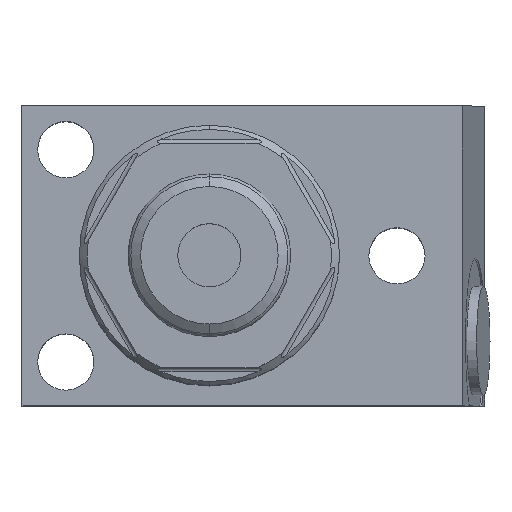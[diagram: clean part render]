
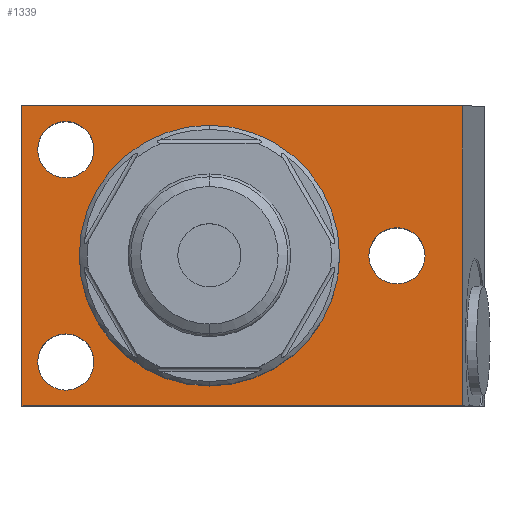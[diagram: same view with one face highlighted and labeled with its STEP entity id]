
A CAD part, top view. The second image highlights one B-rep face of the part: STEP entity #1339.
In plain terms, the highlighted planar face has unit normal (0, 0, 1).
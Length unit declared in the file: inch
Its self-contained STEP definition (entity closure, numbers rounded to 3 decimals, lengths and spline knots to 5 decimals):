
#188=DIRECTION('',(0.,1.,0.));
#189=VECTOR('',#188,1.5);
#190=CARTESIAN_POINT('',(-0.937,-0.75,0.565));
#191=LINE('',#190,#189);
#192=CARTESIAN_POINT('',(0.,0.,0.565));
#193=DIRECTION('',(0.,0.,1.));
#194=DIRECTION('',(1.,0.,0.));
#195=AXIS2_PLACEMENT_3D('',#192,#193,#194);
#197=CARTESIAN_POINT('',(0.,0.,0.565));
#198=DIRECTION('',(0.,0.,1.));
#199=DIRECTION('',(-1.,0.,0.));
#200=AXIS2_PLACEMENT_3D('',#197,#198,#199);
#202=CARTESIAN_POINT('',(-0.718,-0.531,0.565));
#203=DIRECTION('',(0.,0.,-1.));
#204=DIRECTION('',(-1.,0.,0.));
#205=AXIS2_PLACEMENT_3D('',#202,#203,#204);
#207=CARTESIAN_POINT('',(-0.718,-0.531,0.565));
#208=DIRECTION('',(0.,0.,-1.));
#209=DIRECTION('',(1.,0.,0.));
#210=AXIS2_PLACEMENT_3D('',#207,#208,#209);
#212=CARTESIAN_POINT('',(-0.718,0.531,0.565));
#213=DIRECTION('',(0.,0.,-1.));
#214=DIRECTION('',(-1.,0.,0.));
#215=AXIS2_PLACEMENT_3D('',#212,#213,#214);
#217=CARTESIAN_POINT('',(-0.718,0.531,0.565));
#218=DIRECTION('',(0.,0.,-1.));
#219=DIRECTION('',(1.,0.,0.));
#220=AXIS2_PLACEMENT_3D('',#217,#218,#219);
#222=CARTESIAN_POINT('',(0.938,0.,0.565));
#223=DIRECTION('',(0.,0.,-1.));
#224=DIRECTION('',(-1.,0.,0.));
#225=AXIS2_PLACEMENT_3D('',#222,#223,#224);
#227=CARTESIAN_POINT('',(0.938,0.,0.565));
#228=DIRECTION('',(0.,0.,-1.));
#229=DIRECTION('',(1.,0.,0.));
#230=AXIS2_PLACEMENT_3D('',#227,#228,#229);
#252=DIRECTION('',(1.,0.,0.));
#253=VECTOR('',#252,2.20188);
#254=CARTESIAN_POINT('',(-0.937,-0.75,0.565));
#255=LINE('',#254,#253);
#289=DIRECTION('',(0.,1.,0.));
#290=VECTOR('',#289,1.5);
#291=CARTESIAN_POINT('',(1.26488,-0.75,0.565));
#292=LINE('',#291,#290);
#306=DIRECTION('',(1.,0.,0.));
#307=VECTOR('',#306,2.20188);
#308=CARTESIAN_POINT('',(-0.937,0.75,0.565));
#309=LINE('',#308,#307);
#1123=CARTESIAN_POINT('',(-0.937,-0.75,0.565));
#1124=VERTEX_POINT('',#1123);
#1125=CARTESIAN_POINT('',(1.26488,-0.75,0.565));
#1126=VERTEX_POINT('',#1125);
#1131=CARTESIAN_POINT('',(-0.937,0.75,0.565));
#1132=VERTEX_POINT('',#1131);
#1133=CARTESIAN_POINT('',(1.26488,0.75,0.565));
#1134=VERTEX_POINT('',#1133);
#1135=CARTESIAN_POINT('',(0.651,0.,0.565));
#1136=CARTESIAN_POINT('',(-0.651,0.,0.565));
#1137=VERTEX_POINT('',#1135);
#1138=VERTEX_POINT('',#1136);
#1143=CARTESIAN_POINT('',(-0.8585,-0.531,0.565));
#1144=CARTESIAN_POINT('',(-0.5775,-0.531,0.565));
#1145=VERTEX_POINT('',#1143);
#1146=VERTEX_POINT('',#1144);
#1151=CARTESIAN_POINT('',(-0.8585,0.531,0.565));
#1152=CARTESIAN_POINT('',(-0.5775,0.531,0.565));
#1153=VERTEX_POINT('',#1151);
#1154=VERTEX_POINT('',#1152);
#1159=CARTESIAN_POINT('',(0.7975,0.,0.565));
#1160=CARTESIAN_POINT('',(1.0785,0.,0.565));
#1161=VERTEX_POINT('',#1159);
#1162=VERTEX_POINT('',#1160);
#1303=CARTESIAN_POINT('',(-0.937,-0.75,0.565));
#1304=DIRECTION('',(0.,0.,1.));
#1305=DIRECTION('',(1.,0.,0.));
#1306=AXIS2_PLACEMENT_3D('',#1303,#1304,#1305);
#1307=PLANE('',#1306);
#1309=ORIENTED_EDGE('',*,*,#1308,.F.);
#1311=ORIENTED_EDGE('',*,*,#1310,.T.);
#1313=ORIENTED_EDGE('',*,*,#1312,.T.);
#1315=ORIENTED_EDGE('',*,*,#1314,.F.);
#1316=EDGE_LOOP('',(#1309,#1311,#1313,#1315));
#1317=FACE_OUTER_BOUND('',#1316,.F.);
#1319=ORIENTED_EDGE('',*,*,#1318,.T.);
#1321=ORIENTED_EDGE('',*,*,#1320,.T.);
#1322=EDGE_LOOP('',(#1319,#1321));
#1323=FACE_BOUND('',#1322,.F.);
#1324=ORIENTED_EDGE('',*,*,#1283,.F.);
#1325=ORIENTED_EDGE('',*,*,#1297,.F.);
#1326=EDGE_LOOP('',(#1324,#1325));
#1327=FACE_BOUND('',#1326,.F.);
#1329=ORIENTED_EDGE('',*,*,#1328,.F.);
#1331=ORIENTED_EDGE('',*,*,#1330,.F.);
#1332=EDGE_LOOP('',(#1329,#1331));
#1333=FACE_BOUND('',#1332,.F.);
#1335=ORIENTED_EDGE('',*,*,#1334,.F.);
#1336=ORIENTED_EDGE('',*,*,#1221,.F.);
#1337=EDGE_LOOP('',(#1335,#1336));
#1338=FACE_BOUND('',#1337,.F.);
#1339=ADVANCED_FACE('',(#1317,#1323,#1327,#1333,#1338),#1307,.T.);
#196=CIRCLE('',#195,0.651);
#201=CIRCLE('',#200,0.651);
#206=CIRCLE('',#205,0.1405);
#211=CIRCLE('',#210,0.1405);
#216=CIRCLE('',#215,0.1405);
#221=CIRCLE('',#220,0.1405);
#226=CIRCLE('',#225,0.1405);
#231=CIRCLE('',#230,0.1405);
#1221=EDGE_CURVE('',#1162,#1161,#231,.T.);
#1283=EDGE_CURVE('',#1145,#1146,#206,.T.);
#1297=EDGE_CURVE('',#1146,#1145,#211,.T.);
#1308=EDGE_CURVE('',#1124,#1126,#255,.T.);
#1310=EDGE_CURVE('',#1124,#1132,#191,.T.);
#1312=EDGE_CURVE('',#1132,#1134,#309,.T.);
#1314=EDGE_CURVE('',#1126,#1134,#292,.T.);
#1318=EDGE_CURVE('',#1137,#1138,#196,.T.);
#1320=EDGE_CURVE('',#1138,#1137,#201,.T.);
#1328=EDGE_CURVE('',#1153,#1154,#216,.T.);
#1330=EDGE_CURVE('',#1154,#1153,#221,.T.);
#1334=EDGE_CURVE('',#1161,#1162,#226,.T.);
